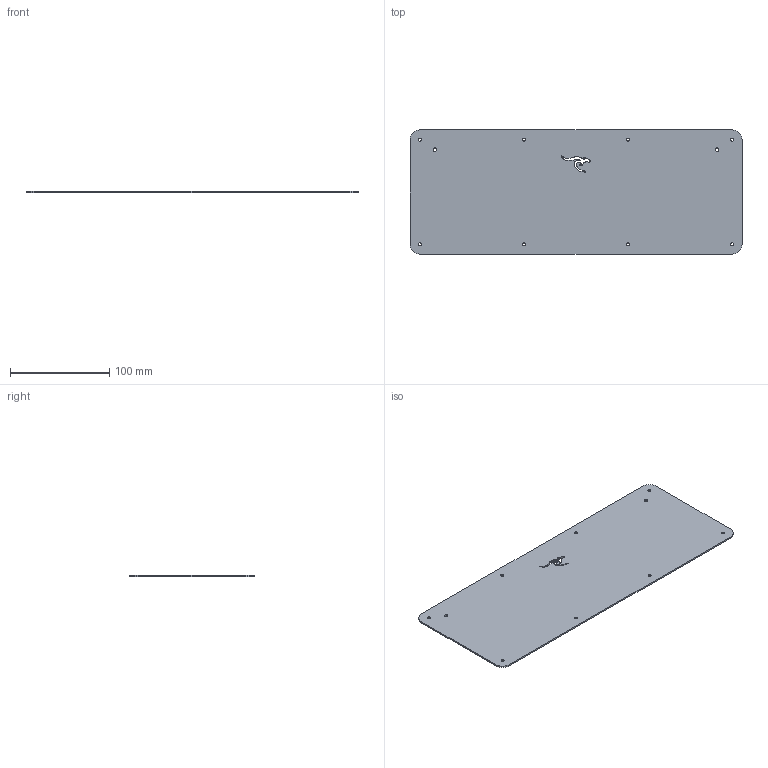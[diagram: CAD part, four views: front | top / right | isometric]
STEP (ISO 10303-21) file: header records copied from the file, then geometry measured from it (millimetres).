
FILE_DESCRIPTION(('FreeCAD Model'),'2;1');
FILE_NAME('Open CASCADE Shape Model','2024-08-03T21:20:38',(''),(''), 'Open CASCADE STEP processor 7.6','FreeCAD','Unknown');
FILE_SCHEMA(('AUTOMOTIVE_DESIGN { 1 0 10303 214 1 1 1 1 }'));
Length unit declared in the file: millimetre
Products named in the file (1): Body
Bounding box: 334.95 x 125.4 x 1.5 mm (x, y, z)
Volume: 62565.9 mm3; surface area: 85096.6 mm2
Topology: 1 solids, 1 shells, 76 faces, 221 edges, 147 vertices
Faces by surface type: extrusion 56, cylinder 14, plane 6
Full cylindrical faces by diameter (mm): 3 x8, 3.5 x2
Entity records: 8878 total; most frequent: CARTESIAN_POINT 4952, DIRECTION 493, ORIENTED_EDGE 442, PCURVE 442, DEFINITIONAL_REPRESENTATION 442, VECTOR 386, B_SPLINE_CURVE_WITH_KNOTS 333, LINE 330
